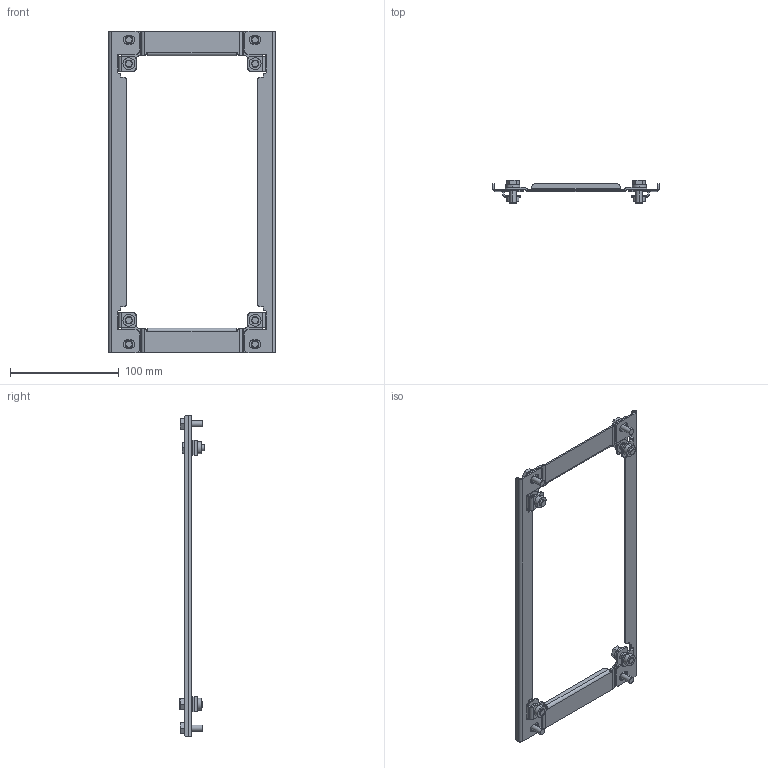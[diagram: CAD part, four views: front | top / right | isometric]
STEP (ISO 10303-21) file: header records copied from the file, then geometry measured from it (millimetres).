
FILE_DESCRIPTION (( 'STEP AP214' ), '1' );
FILE_NAME ('GS4-FMKIT-A.STEP', '2017-05-24T20:22:54', ( '' ), ( '' ), 'SwSTEP 2.0', 'SolidWorks 2015', '' );
FILE_SCHEMA (( 'AUTOMOTIVE_DESIGN' ));
Length unit declared in the file: millimetre
Products named in the file (1): GS4-FMKIT-A
Bounding box: 153.2 x 22.4 x 296 mm (x, y, z)
Surface area: 50624.3 mm2 (no closed solid volume)
Topology: 0 solids, 28 shells, 354 faces, 1156 edges, 820 vertices
Faces by surface type: plane 186, cylinder 140, cone 24, bspline 4
Entity records: 16272 total; most frequent: CARTESIAN_POINT 6295, ORIENTED_EDGE 1976, DIRECTION 1950, EDGE_CURVE 1156, VERTEX_POINT 820, VECTOR 716, LINE 716, AXIS2_PLACEMENT_3D 617
